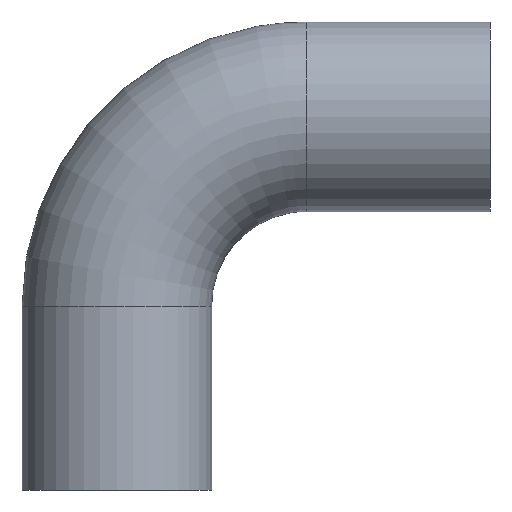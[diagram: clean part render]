
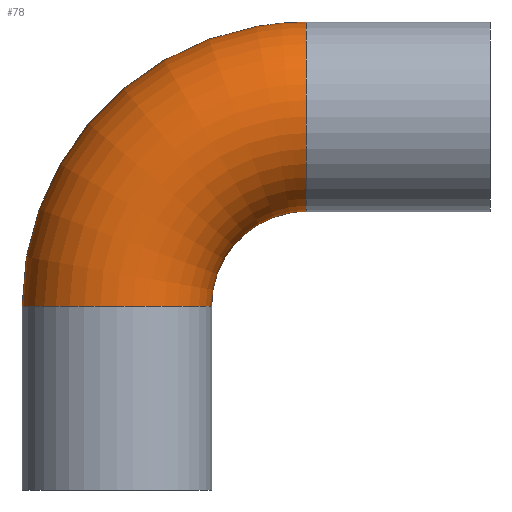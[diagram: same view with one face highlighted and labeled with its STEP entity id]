
A CAD part, front view. The second image highlights one B-rep face of the part: STEP entity #78.
In plain terms, the highlighted toroidal (fillet/blend) face has major radius 32 mm and minor radius 16 mm.
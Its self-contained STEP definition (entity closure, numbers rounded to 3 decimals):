
#78 = ADVANCED_FACE( '', ( #93, #94 ), #95, .T. );
#93 = FACE_OUTER_BOUND( '', #117, .T. );
#94 = FACE_OUTER_BOUND( '', #118, .T. );
#95 = TOROIDAL_SURFACE( '', #119, 32., 16. );
#117 = EDGE_LOOP( '', ( #147 ) );
#118 = EDGE_LOOP( '', ( #148 ) );
#119 = AXIS2_PLACEMENT_3D( '', #149, #150, #151 );
#147 = ORIENTED_EDGE( '', *, *, #176, .T. );
#148 = ORIENTED_EDGE( '', *, *, #177, .F. );
#149 = CARTESIAN_POINT( '', ( 32., 0., 31. ) );
#150 = DIRECTION( '', ( 0., 1., 0. ) );
#151 = DIRECTION( '', ( 0., 0., 1. ) );
#176 = EDGE_CURVE( '', #188, #188, #189, .T. );
#177 = EDGE_CURVE( '', #190, #190, #191, .T. );
#188 = VERTEX_POINT( '', #204 );
#189 = CIRCLE( '', #205, 16. );
#190 = VERTEX_POINT( '', #206 );
#191 = CIRCLE( '', #207, 16. );
#204 = CARTESIAN_POINT( '', ( 16., 0., 31. ) );
#205 = AXIS2_PLACEMENT_3D( '', #224, #225, #226 );
#206 = CARTESIAN_POINT( '', ( 32., 0., 47. ) );
#207 = AXIS2_PLACEMENT_3D( '', #227, #228, #229 );
#224 = CARTESIAN_POINT( '', ( 0., 0., 31. ) );
#225 = DIRECTION( '', ( 0., 0., 1. ) );
#226 = DIRECTION( '', ( 1., 0., 0. ) );
#227 = CARTESIAN_POINT( '', ( 32., 0., 63. ) );
#228 = DIRECTION( '', ( 1., 0., 0. ) );
#229 = DIRECTION( '', ( 0., 0., -1. ) );
